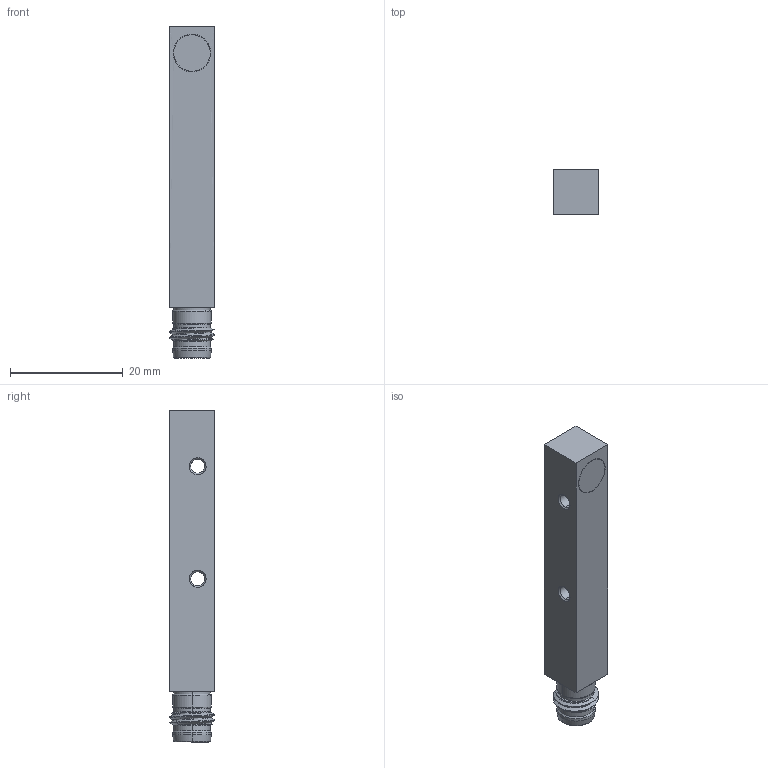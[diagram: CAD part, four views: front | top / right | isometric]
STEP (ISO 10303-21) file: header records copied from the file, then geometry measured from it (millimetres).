
FILE_DESCRIPTION (( 'STEP AP214' ), '1' );
FILE_NAME ('CR8-AP-3F.STEP', '2025-04-16T16:29:59', ( '' ), ( '' ), 'SwSTEP 2.0', 'SolidWorks 2024', '' );
FILE_SCHEMA (( 'AUTOMOTIVE_DESIGN' ));
Length unit declared in the file: millimetre
Products named in the file (1): CR8-AP-3F
Bounding box: 8 x 8 x 59 mm (x, y, z)
Volume: 3325.3 mm3; surface area: 2197.7 mm2
Topology: 1 solids, 1 shells, 64 faces, 134 edges, 78 vertices
Faces by surface type: cylinder 20, cone 20, plane 12, torus 9, bspline 3
Full cylindrical faces by diameter (mm): 1 x3, 5.8 x1
Entity records: 3172 total; most frequent: CARTESIAN_POINT 2053, ORIENTED_EDGE 254, DIRECTION 144, EDGE_CURVE 127, B_SPLINE_CURVE_WITH_KNOTS 117, EDGE_LOOP 81, VERTEX_POINT 78, AXIS2_PLACEMENT_3D 72
